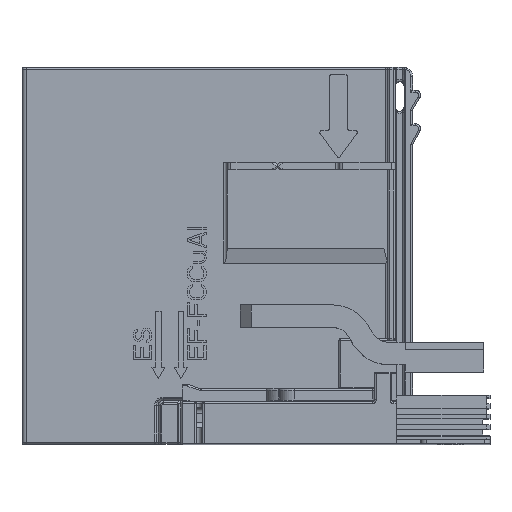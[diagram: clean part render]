
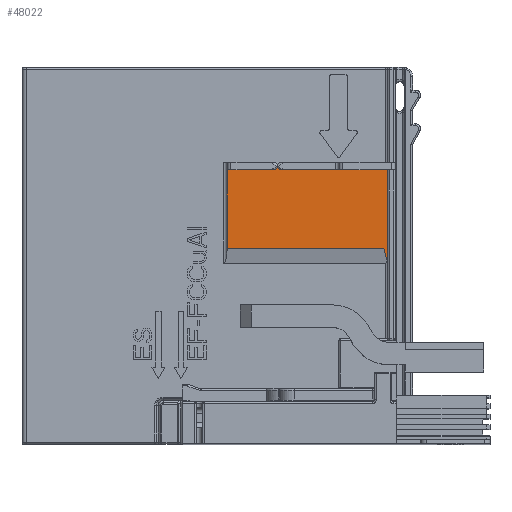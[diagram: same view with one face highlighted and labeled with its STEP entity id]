
A CAD part, top view. The second image highlights one B-rep face of the part: STEP entity #48022.
In plain terms, the highlighted planar face has unit normal (0, 0, 1).
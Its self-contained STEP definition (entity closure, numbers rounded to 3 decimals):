
#4779=DIRECTION('',(1.,0.,0.));
#4780=VECTOR('',#4779,42.);
#4781=CARTESIAN_POINT('',(-167.45,19.5,-21.));
#4782=LINE('',#4781,#4780);
#4791=DIRECTION('',(-0.243,0.97,0.));
#4792=VECTOR('',#4791,4.123);
#4793=CARTESIAN_POINT('',(-124.45,15.5,-21.));
#4794=LINE('',#4793,#4792);
#4795=DIRECTION('',(1.,0.,0.));
#4796=VECTOR('',#4795,12.535);
#4797=CARTESIAN_POINT('',(-167.45,40.5,-21.));
#4798=LINE('',#4797,#4796);
#4799=CARTESIAN_POINT('',(-154.915,41.,-21.));
#4800=DIRECTION('',(0.,0.,1.));
#4801=DIRECTION('',(0.,-1.,0.));
#4802=AXIS2_PLACEMENT_3D('',#4799,#4800,#4801);
#4804=DIRECTION('',(0.781,0.625,0.));
#4805=VECTOR('',#4804,0.785);
#4806=CARTESIAN_POINT('',(-154.603,40.61,-21.));
#4807=LINE('',#4806,#4805);
#4808=DIRECTION('',(0.781,-0.625,0.));
#4809=VECTOR('',#4808,0.785);
#4810=CARTESIAN_POINT('',(-153.99,41.1,-21.));
#4811=LINE('',#4810,#4809);
#4812=CARTESIAN_POINT('',(-153.065,41.,-21.));
#4813=DIRECTION('',(0.,0.,1.));
#4814=DIRECTION('',(-0.625,-0.781,0.));
#4815=AXIS2_PLACEMENT_3D('',#4812,#4813,#4814);
#4817=DIRECTION('',(1.,0.,0.));
#4818=VECTOR('',#4817,28.615);
#4819=CARTESIAN_POINT('',(-153.065,40.5,-21.));
#4820=LINE('',#4819,#4818);
#4821=DIRECTION('',(0.,1.,0.));
#4822=VECTOR('',#4821,25.);
#4823=CARTESIAN_POINT('',(-124.45,15.5,-21.));
#4824=LINE('',#4823,#4822);
#4972=DIRECTION('',(0.,-1.,0.));
#4973=VECTOR('',#4972,21.);
#4974=CARTESIAN_POINT('',(-167.45,40.5,-21.));
#4975=LINE('',#4974,#4973);
#41338=CARTESIAN_POINT('',(-153.065,40.5,-21.));
#41339=CARTESIAN_POINT('',(-124.45,40.5,-21.));
#41340=VERTEX_POINT('',#41338);
#41341=VERTEX_POINT('',#41339);
#41372=CARTESIAN_POINT('',(-167.45,40.5,-21.));
#41373=CARTESIAN_POINT('',(-154.915,40.5,-21.));
#41374=VERTEX_POINT('',#41372);
#41375=VERTEX_POINT('',#41373);
#41394=CARTESIAN_POINT('',(-124.45,15.5,-21.));
#41395=VERTEX_POINT('',#41394);
#41396=CARTESIAN_POINT('',(-167.45,19.5,-21.));
#41397=CARTESIAN_POINT('',(-125.45,19.5,-21.));
#41398=VERTEX_POINT('',#41396);
#41399=VERTEX_POINT('',#41397);
#42517=CARTESIAN_POINT('',(-153.377,40.61,-21.));
#42518=VERTEX_POINT('',#42517);
#42519=CARTESIAN_POINT('',(-153.99,41.1,-21.));
#42520=VERTEX_POINT('',#42519);
#42523=CARTESIAN_POINT('',(-154.603,40.61,-21.));
#42524=VERTEX_POINT('',#42523);
#47996=CARTESIAN_POINT('',(-145.95,28.3,-21.));
#47997=DIRECTION('',(0.,0.,1.));
#47998=DIRECTION('',(0.,1.,0.));
#47999=AXIS2_PLACEMENT_3D('',#47996,#47997,#47998);
#48000=PLANE('',#47999);
#48002=ORIENTED_EDGE('',*,*,#48001,.F.);
#48004=ORIENTED_EDGE('',*,*,#48003,.T.);
#48005=ORIENTED_EDGE('',*,*,#47984,.F.);
#48007=ORIENTED_EDGE('',*,*,#48006,.F.);
#48009=ORIENTED_EDGE('',*,*,#48008,.T.);
#48011=ORIENTED_EDGE('',*,*,#48010,.T.);
#48013=ORIENTED_EDGE('',*,*,#48012,.T.);
#48015=ORIENTED_EDGE('',*,*,#48014,.T.);
#48017=ORIENTED_EDGE('',*,*,#48016,.T.);
#48019=ORIENTED_EDGE('',*,*,#48018,.T.);
#48020=EDGE_LOOP('',(#48002,#48004,#48005,#48007,#48009,#48011,#48013,#48015,
#48017,#48019));
#48021=FACE_OUTER_BOUND('',#48020,.F.);
#4803=CIRCLE('',#4802,0.5);
#4816=CIRCLE('',#4815,0.5);
#47984=EDGE_CURVE('',#41398,#41399,#4782,.T.);
#48001=EDGE_CURVE('',#41395,#41341,#4824,.T.);
#48003=EDGE_CURVE('',#41395,#41399,#4794,.T.);
#48006=EDGE_CURVE('',#41374,#41398,#4975,.T.);
#48008=EDGE_CURVE('',#41374,#41375,#4798,.T.);
#48010=EDGE_CURVE('',#41375,#42524,#4803,.T.);
#48012=EDGE_CURVE('',#42524,#42520,#4807,.T.);
#48014=EDGE_CURVE('',#42520,#42518,#4811,.T.);
#48016=EDGE_CURVE('',#42518,#41340,#4816,.T.);
#48018=EDGE_CURVE('',#41340,#41341,#4820,.T.);
#48022=ADVANCED_FACE('',(#48021),#48000,.T.);
